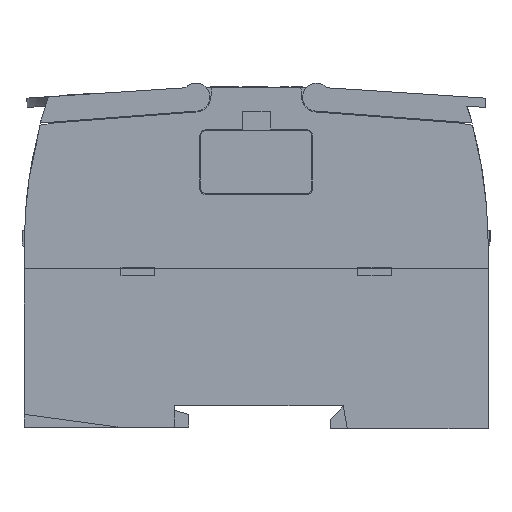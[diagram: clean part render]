
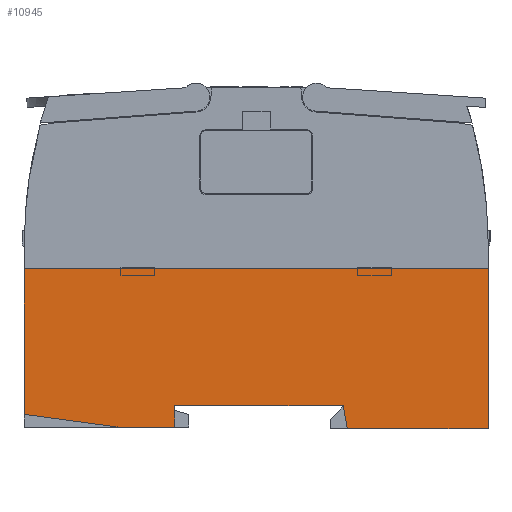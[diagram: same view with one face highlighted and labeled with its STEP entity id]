
A CAD part, left-side view. The second image highlights one B-rep face of the part: STEP entity #10945.
In plain terms, the highlighted planar face has unit normal (-1, 0, 0).
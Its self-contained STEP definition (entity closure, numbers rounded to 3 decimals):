
#7473=PLANE('',#74325);
#10945=ADVANCED_FACE('',(#15362),#7473,.F.);
#15362=FACE_OUTER_BOUND('',#19050,.T.);
#19050=EDGE_LOOP('',(#40577,#40578,#40579,#40580,#40581,#40582,#40583,#40584,
#40585));
#23566=LINE('',#95504,#31642);
#23572=LINE('',#95516,#31648);
#23588=LINE('',#95549,#31664);
#23593=LINE('',#95557,#31669);
#23597=LINE('',#95566,#31673);
#23599=LINE('',#95569,#31675);
#23600=LINE('',#95571,#31676);
#23619=LINE('',#95609,#31695);
#23627=LINE('',#95623,#31703);
#31642=VECTOR('',#78818,1.);
#31648=VECTOR('',#78826,1.);
#31664=VECTOR('',#78846,1.);
#31669=VECTOR('',#78853,1.);
#31673=VECTOR('',#78859,1.);
#31675=VECTOR('',#78863,1.);
#31676=VECTOR('',#78866,1.);
#31695=VECTOR('',#78891,1.);
#31703=VECTOR('',#78901,1.);
#40577=ORIENTED_EDGE('',*,*,#65009,.F.);
#40578=ORIENTED_EDGE('',*,*,#64988,.F.);
#40579=ORIENTED_EDGE('',*,*,#64982,.F.);
#40580=ORIENTED_EDGE('',*,*,#65015,.F.);
#40581=ORIENTED_EDGE('',*,*,#65013,.F.);
#40582=ORIENTED_EDGE('',*,*,#65043,.F.);
#40583=ORIENTED_EDGE('',*,*,#65016,.F.);
#40584=ORIENTED_EDGE('',*,*,#65035,.F.);
#40585=ORIENTED_EDGE('',*,*,#65004,.F.);
#58638=VERTEX_POINT('',#95503);
#58639=VERTEX_POINT('',#95505);
#58644=VERTEX_POINT('',#95517);
#58656=VERTEX_POINT('',#95544);
#58658=VERTEX_POINT('',#95548);
#58662=VERTEX_POINT('',#95561);
#58664=VERTEX_POINT('',#95565);
#58665=VERTEX_POINT('',#95572);
#58666=VERTEX_POINT('',#95573);
#64982=EDGE_CURVE('',#58638,#58639,#23566,.T.);
#64988=EDGE_CURVE('',#58639,#58644,#23572,.T.);
#65004=EDGE_CURVE('',#58658,#58656,#23588,.T.);
#65009=EDGE_CURVE('',#58644,#58658,#23593,.T.);
#65013=EDGE_CURVE('',#58664,#58662,#23597,.T.);
#65015=EDGE_CURVE('',#58662,#58638,#23599,.T.);
#65016=EDGE_CURVE('',#58665,#58666,#23600,.T.);
#65035=EDGE_CURVE('',#58656,#58665,#23619,.T.);
#65043=EDGE_CURVE('',#58666,#58664,#23627,.T.);
#74325=AXIS2_PLACEMENT_3D('',#95642,#78919,#78920);
#78818=DIRECTION('',(0.,1.,0.));
#78826=DIRECTION('',(0.,0.,-1.));
#78846=DIRECTION('',(0.,0.991,0.134));
#78853=DIRECTION('',(0.,1.,0.));
#78859=DIRECTION('',(0.,1.,0.));
#78863=DIRECTION('',(0.,0.174,0.985));
#78866=DIRECTION('',(0.,-1.,0.));
#78891=DIRECTION('',(0.,0.,1.));
#78901=DIRECTION('',(0.,0.,-1.));
#78919=DIRECTION('',(1.,0.,0.));
#78920=DIRECTION('',(0.,0.,-1.));
#95503=CARTESIAN_POINT('',(0.,31.264,4.6));
#95504=CARTESIAN_POINT('',(0.,31.264,4.6));
#95505=CARTESIAN_POINT('',(0.,67.6,4.6));
#95516=CARTESIAN_POINT('',(0.,67.6,4.6));
#95517=CARTESIAN_POINT('',(0.,67.6,0.));
#95544=CARTESIAN_POINT('',(0.,100.,2.759));
#95548=CARTESIAN_POINT('',(0.,79.572,0.));
#95549=CARTESIAN_POINT('',(0.,79.572,0.));
#95557=CARTESIAN_POINT('',(0.,67.6,0.));
#95561=CARTESIAN_POINT('',(0.,30.383,-0.4));
#95565=CARTESIAN_POINT('',(0.,0.,-0.4));
#95566=CARTESIAN_POINT('',(0.,0.,-0.4));
#95569=CARTESIAN_POINT('',(0.,30.383,-0.4));
#95571=CARTESIAN_POINT('',(0.,16.15,34.1));
#95572=CARTESIAN_POINT('',(0.,100.,34.1));
#95573=CARTESIAN_POINT('',(0.,0.,34.1));
#95609=CARTESIAN_POINT('',(0.,100.,2.759));
#95623=CARTESIAN_POINT('',(0.,0.,34.1));
#95642=CARTESIAN_POINT('',(0.,100.,0.));
